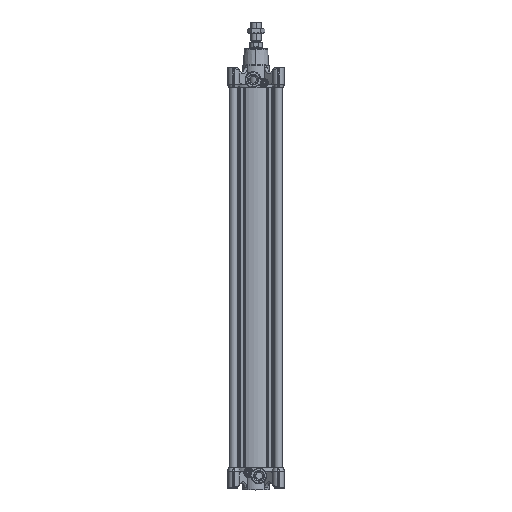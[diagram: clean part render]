
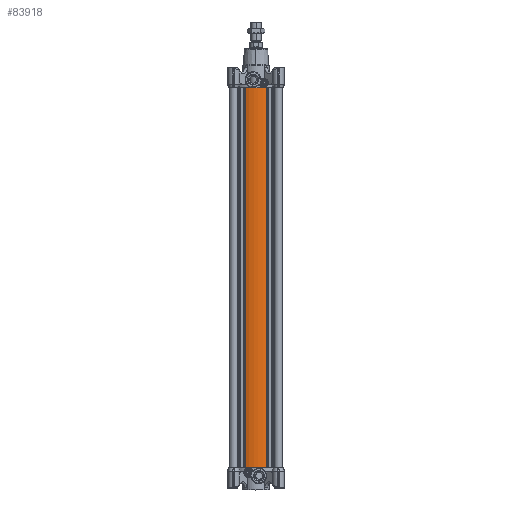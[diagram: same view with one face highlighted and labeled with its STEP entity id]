
A CAD part, top view. The second image highlights one B-rep face of the part: STEP entity #83918.
In plain terms, the highlighted cylindrical face has radius 52.75 mm (diameter 105.5 mm), a partial arc.
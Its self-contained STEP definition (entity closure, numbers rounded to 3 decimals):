
#2178 = EDGE_LOOP ( 'NONE', ( #76783, #98611, #14955, #13826 ) ) ;
#6854 = CYLINDRICAL_SURFACE ( 'NONE', #9225, 52.75 ) ;
#9225 = AXIS2_PLACEMENT_3D ( 'NONE', #101637, #72726, #15473 ) ;
#9878 = VECTOR ( 'NONE', #76516, 1000. ) ;
#13826 = ORIENTED_EDGE ( 'NONE', *, *, #108337, .T. ) ;
#14506 = CARTESIAN_POINT ( 'NONE',  ( -21.399, 40., 48.214 ) ) ;
#14955 = ORIENTED_EDGE ( 'NONE', *, *, #25369, .F. ) ;
#15473 = DIRECTION ( 'NONE',  ( -1., 0., 0. ) ) ;
#25369 = EDGE_CURVE ( 'NONE', #46801, #104216, #106778, .T. ) ;
#26693 = CARTESIAN_POINT ( 'NONE',  ( 21.399, 40., 48.214 ) ) ;
#27301 = VERTEX_POINT ( 'NONE', #102663 ) ;
#38986 = DIRECTION ( 'NONE',  ( 1., 0., 0. ) ) ;
#40036 = CARTESIAN_POINT ( 'NONE',  ( 0., 798., 0. ) ) ;
#46399 = DIRECTION ( 'NONE',  ( 0., 1., 0. ) ) ;
#46801 = VERTEX_POINT ( 'NONE', #26693 ) ;
#58916 = EDGE_CURVE ( 'NONE', #104216, #75300, #64245, .T. ) ;
#64245 = LINE ( 'NONE', #110399, #96696 ) ;
#66077 = CARTESIAN_POINT ( 'NONE',  ( 21.399, 740., 48.214 ) ) ;
#69667 = AXIS2_PLACEMENT_3D ( 'NONE', #40036, #96624, #77559 ) ;
#72726 = DIRECTION ( 'NONE',  ( 0., 1., 0. ) ) ;
#75300 = VERTEX_POINT ( 'NONE', #102007 ) ;
#75309 = AXIS2_PLACEMENT_3D ( 'NONE', #94940, #85714, #38986 ) ;
#76516 = DIRECTION ( 'NONE',  ( 0., 1., 0. ) ) ;
#76783 = ORIENTED_EDGE ( 'NONE', *, *, #83071, .T. ) ;
#77559 = DIRECTION ( 'NONE',  ( 1., 0., 0. ) ) ;
#83071 = EDGE_CURVE ( 'NONE', #27301, #75300, #83346, .T. ) ;
#83346 = CIRCLE ( 'NONE', #69667, 52.75 ) ;
#83918 = ADVANCED_FACE ( 'NONE', ( #100405 ), #6854, .T. ) ;
#85714 = DIRECTION ( 'NONE',  ( 0., -1., 0. ) ) ;
#94940 = CARTESIAN_POINT ( 'NONE',  ( 0., 40., 0. ) ) ;
#96624 = DIRECTION ( 'NONE',  ( 0., -1., 0. ) ) ;
#96696 = VECTOR ( 'NONE', #46399, 1000. ) ;
#98611 = ORIENTED_EDGE ( 'NONE', *, *, #58916, .F. ) ;
#100405 = FACE_OUTER_BOUND ( 'NONE', #2178, .T. ) ;
#101637 = CARTESIAN_POINT ( 'NONE',  ( 0., 740., 0. ) ) ;
#102007 = CARTESIAN_POINT ( 'NONE',  ( -21.399, 798., 48.214 ) ) ;
#102663 = CARTESIAN_POINT ( 'NONE',  ( 21.399, 798., 48.214 ) ) ;
#104216 = VERTEX_POINT ( 'NONE', #14506 ) ;
#106778 = CIRCLE ( 'NONE', #75309, 52.75 ) ;
#108337 = EDGE_CURVE ( 'NONE', #46801, #27301, #112868, .T. ) ;
#110399 = CARTESIAN_POINT ( 'NONE',  ( -21.399, 740., 48.214 ) ) ;
#112868 = LINE ( 'NONE', #66077, #9878 ) ;
